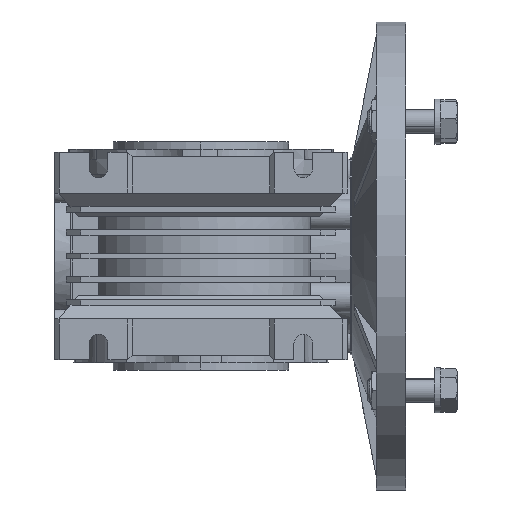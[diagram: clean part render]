
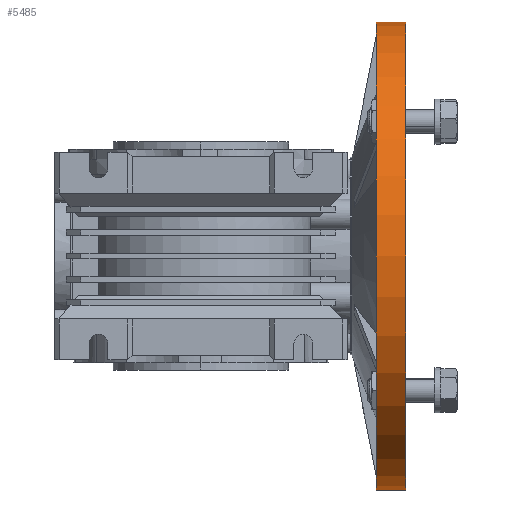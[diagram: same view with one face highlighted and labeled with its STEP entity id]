
A CAD part, front view. The second image highlights one B-rep face of the part: STEP entity #5485.
In plain terms, the highlighted cylindrical face has radius 80 mm (diameter 160 mm), a partial arc.
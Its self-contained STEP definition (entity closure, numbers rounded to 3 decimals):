
#345 = VERTEX_POINT ( 'NONE', #9655 ) ;
#3972 = AXIS2_PLACEMENT_3D ( 'NONE', #32696, #30246, #22506 ) ;
#5053 = LINE ( 'NONE', #15750, #27089 ) ;
#5485 = ADVANCED_FACE ( 'NONE', ( #21977 ), #24962, .T. ) ;
#6566 = DIRECTION ( 'NONE',  ( 0., 0., 1. ) ) ;
#7211 = CARTESIAN_POINT ( 'NONE',  ( 70., 40., 80. ) ) ;
#7955 = CIRCLE ( 'NONE', #23084, 80. ) ;
#8483 = ORIENTED_EDGE ( 'NONE', *, *, #31317, .T. ) ;
#8628 = CARTESIAN_POINT ( 'NONE',  ( 60., 40., -80. ) ) ;
#9537 = DIRECTION ( 'NONE',  ( 1., 0., 0. ) ) ;
#9655 = CARTESIAN_POINT ( 'NONE',  ( 70., 40., 80. ) ) ;
#11519 = EDGE_LOOP ( 'NONE', ( #13904, #27031, #8483, #30386 ) ) ;
#12522 = CARTESIAN_POINT ( 'NONE',  ( 60., 40., 0. ) ) ;
#13462 = CARTESIAN_POINT ( 'NONE',  ( 70., 40., 0. ) ) ;
#13528 = VECTOR ( 'NONE', #22832, 1000. ) ;
#13904 = ORIENTED_EDGE ( 'NONE', *, *, #24029, .F. ) ;
#15750 = CARTESIAN_POINT ( 'NONE',  ( 70., 40., -80. ) ) ;
#16245 = DIRECTION ( 'NONE',  ( 0., 0., 1. ) ) ;
#18816 = VERTEX_POINT ( 'NONE', #31359 ) ;
#21977 = FACE_OUTER_BOUND ( 'NONE', #11519, .T. ) ;
#22208 = CIRCLE ( 'NONE', #32302, 80. ) ;
#22506 = DIRECTION ( 'NONE',  ( 0., 0., 1. ) ) ;
#22832 = DIRECTION ( 'NONE',  ( -1., 0., 0. ) ) ;
#23084 = AXIS2_PLACEMENT_3D ( 'NONE', #13462, #24142, #16245 ) ;
#24029 = EDGE_CURVE ( 'NONE', #18816, #24267, #5053, .T. ) ;
#24142 = DIRECTION ( 'NONE',  ( -1., 0., 0. ) ) ;
#24267 = VERTEX_POINT ( 'NONE', #8628 ) ;
#24962 = CYLINDRICAL_SURFACE ( 'NONE', #3972, 80. ) ;
#26466 = DIRECTION ( 'NONE',  ( -1., 0., 0. ) ) ;
#26705 = EDGE_CURVE ( 'NONE', #31246, #24267, #22208, .T. ) ;
#27031 = ORIENTED_EDGE ( 'NONE', *, *, #31900, .T. ) ;
#27086 = CARTESIAN_POINT ( 'NONE',  ( 60., 40., 80. ) ) ;
#27089 = VECTOR ( 'NONE', #26466, 1000. ) ;
#30246 = DIRECTION ( 'NONE',  ( -1., 0., 0. ) ) ;
#30386 = ORIENTED_EDGE ( 'NONE', *, *, #26705, .T. ) ;
#31246 = VERTEX_POINT ( 'NONE', #27086 ) ;
#31317 = EDGE_CURVE ( 'NONE', #345, #31246, #34056, .T. ) ;
#31359 = CARTESIAN_POINT ( 'NONE',  ( 70., 40., -80. ) ) ;
#31900 = EDGE_CURVE ( 'NONE', #18816, #345, #7955, .T. ) ;
#32302 = AXIS2_PLACEMENT_3D ( 'NONE', #12522, #9537, #6566 ) ;
#32696 = CARTESIAN_POINT ( 'NONE',  ( 70., 40., 0. ) ) ;
#34056 = LINE ( 'NONE', #7211, #13528 ) ;
